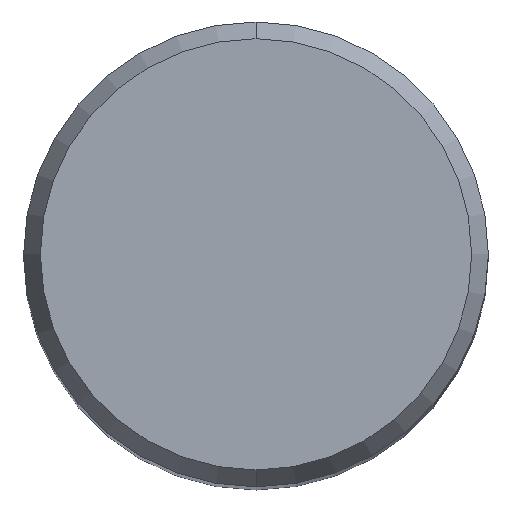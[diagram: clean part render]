
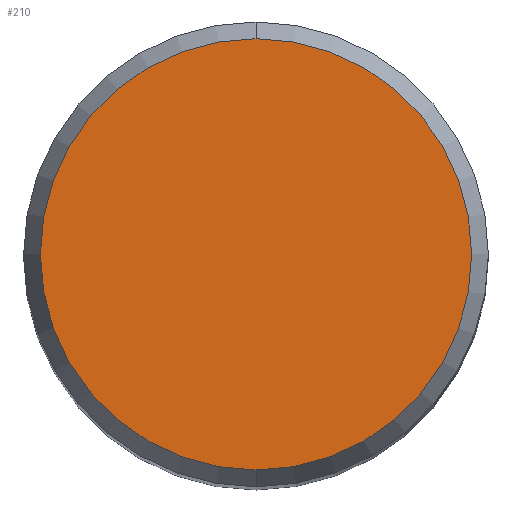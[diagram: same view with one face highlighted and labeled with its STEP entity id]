
A CAD part, top view. The second image highlights one B-rep face of the part: STEP entity #210.
In plain terms, the highlighted planar face has unit normal (0, 0, 1).
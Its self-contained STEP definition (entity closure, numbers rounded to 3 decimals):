
#120=VERTEX_POINT('',#328);
#210=ADVANCED_FACE('',(#430),#431,.T.);
#280=VERTEX_POINT('',#510);
#286=EDGE_CURVE('',#280,#120,#516,.T.);
#296=EDGE_CURVE('',#120,#280,#527,.T.);
#328=CARTESIAN_POINT('',(0.0,8.837,0.0));
#430=FACE_OUTER_BOUND('',#681,.T.);
#431=PLANE('',#682);
#510=CARTESIAN_POINT('',(0.,-8.837,0.0));
#516=CIRCLE('',#796,8.837);
#527=CIRCLE('',#810,8.837);
#681=EDGE_LOOP('',(#971,#972));
#682=AXIS2_PLACEMENT_3D('',#973,#974,#975);
#796=AXIS2_PLACEMENT_3D('',#1081,#1082,#1083);
#810=AXIS2_PLACEMENT_3D('',#1093,#1094,#1095);
#971=ORIENTED_EDGE('',*,*,#296,.F.);
#972=ORIENTED_EDGE('',*,*,#286,.F.);
#973=CARTESIAN_POINT('',(0.0,4.419,0.0));
#974=DIRECTION('',(-0.0,0.0,1.0));
#975=DIRECTION('',(0.0,-1.0,0.0));
#1081=CARTESIAN_POINT('',(0.0,0.0,0.0));
#1082=DIRECTION('',(0.0,0.0,-1.0));
#1083=DIRECTION('',(0.0,1.0,0.0));
#1093=CARTESIAN_POINT('',(0.0,0.0,0.0));
#1094=DIRECTION('',(0.0,0.0,-1.0));
#1095=DIRECTION('',(0.0,1.0,0.0));
